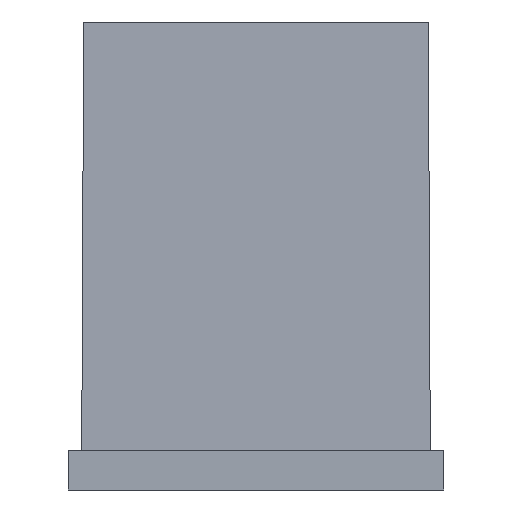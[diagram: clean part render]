
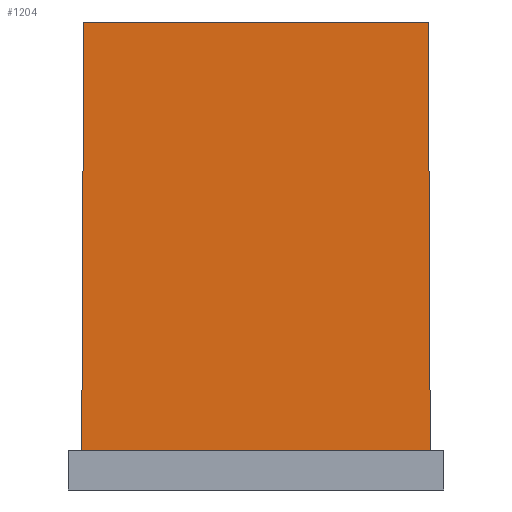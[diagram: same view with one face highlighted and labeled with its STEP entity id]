
A CAD part, front view. The second image highlights one B-rep face of the part: STEP entity #1204.
In plain terms, the highlighted planar face has unit normal (0, -1, 0.005).
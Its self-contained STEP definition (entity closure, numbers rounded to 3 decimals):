
#15 = FACE_OUTER_BOUND ( 'NONE', #128, .T. ) ;
#128 = EDGE_LOOP ( 'NONE', ( #224, #1065, #1162, #1554 ) ) ;
#163 = LINE ( 'NONE', #196, #1304 ) ;
#196 = CARTESIAN_POINT ( 'NONE',  ( -44., -22.25, 0. ) ) ;
#210 = EDGE_CURVE ( 'NONE', #776, #444, #163, .T. ) ;
#224 = ORIENTED_EDGE ( 'NONE', *, *, #210, .F. ) ;
#255 = CARTESIAN_POINT ( 'NONE',  ( 43.998, -22.248, 0.402 ) ) ;
#266 = EDGE_CURVE ( 'NONE', #677, #1419, #1111, .T. ) ;
#268 = CARTESIAN_POINT ( 'NONE',  ( 44., -22.25, 0. ) ) ;
#307 = EDGE_CURVE ( 'NONE', #1419, #444, #1521, .T. ) ;
#444 = VERTEX_POINT ( 'NONE', #268 ) ;
#481 = AXIS2_PLACEMENT_3D ( 'NONE', #672, #1542, #934 ) ;
#537 = VECTOR ( 'NONE', #856, 1000. ) ;
#610 = DIRECTION ( 'NONE',  ( 1., 0., 0. ) ) ;
#672 = CARTESIAN_POINT ( 'NONE',  ( -44., -22.25, 0. ) ) ;
#677 = VERTEX_POINT ( 'NONE', #1551 ) ;
#709 = VECTOR ( 'NONE', #610, 1000. ) ;
#776 = VERTEX_POINT ( 'NONE', #1445 ) ;
#856 = DIRECTION ( 'NONE',  ( 0.005, 0.005, 1. ) ) ;
#934 = DIRECTION ( 'NONE',  ( 0., -0.005, -1. ) ) ;
#995 = DIRECTION ( 'NONE',  ( -0.005, 0.005, 1. ) ) ;
#1065 = ORIENTED_EDGE ( 'NONE', *, *, #1532, .F. ) ;
#1111 = LINE ( 'NONE', #1346, #709 ) ;
#1162 = ORIENTED_EDGE ( 'NONE', *, *, #266, .T. ) ;
#1172 = LINE ( 'NONE', #1592, #537 ) ;
#1204 = ADVANCED_FACE ( 'NONE', ( #15 ), #1518, .T. ) ;
#1293 = DIRECTION ( 'NONE',  ( 1., 0., 0. ) ) ;
#1304 = VECTOR ( 'NONE', #1293, 1000. ) ;
#1346 = CARTESIAN_POINT ( 'NONE',  ( -44., -22.751, -109.5 ) ) ;
#1419 = VERTEX_POINT ( 'NONE', #1578 ) ;
#1444 = VECTOR ( 'NONE', #995, 1000. ) ;
#1445 = CARTESIAN_POINT ( 'NONE',  ( -44., -22.25, 0. ) ) ;
#1518 = PLANE ( 'NONE',  #481 ) ;
#1521 = LINE ( 'NONE', #255, #1444 ) ;
#1532 = EDGE_CURVE ( 'NONE', #677, #776, #1172, .T. ) ;
#1542 = DIRECTION ( 'NONE',  ( 0., -1., 0.005 ) ) ;
#1551 = CARTESIAN_POINT ( 'NONE',  ( -44.501, -22.751, -109.5 ) ) ;
#1554 = ORIENTED_EDGE ( 'NONE', *, *, #307, .T. ) ;
#1578 = CARTESIAN_POINT ( 'NONE',  ( 44.501, -22.751, -109.5 ) ) ;
#1592 = CARTESIAN_POINT ( 'NONE',  ( -43.999, -22.249, 0.203 ) ) ;
